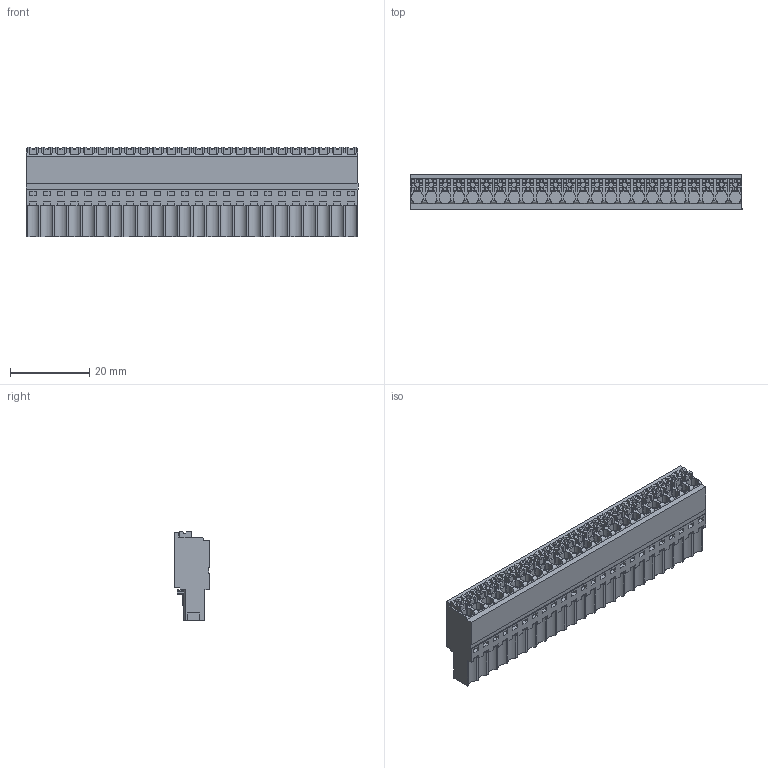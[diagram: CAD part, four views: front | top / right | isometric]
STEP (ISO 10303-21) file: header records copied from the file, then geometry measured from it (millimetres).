
FILE_DESCRIPTION(('CATIA V5R24 STEP','CAx-IF Rec.Pracs.--- Model Styling and Organization---1.2---2011-12-15'),'2;1');
FILE_NAME ('D1462527_0', '2018-01-11T13:24:58+00:00', ('Weidmueller Interface'), ('Weidmueller'), 'CATIA Version 5-6 Release 2014 SP4 HF52', 'CATIA V5 STEP AP214', 'none');
FILE_SCHEMA(('AUTOMOTIVE_DESIGN { 1 0 10303 214 1 1 1 1 }'));
Products named in the file (1): 2459270000
Bounding box: 84.04 x 9 x 22.7 mm (x, y, z)
Volume: 12289.9 mm3; surface area: 9709.7 mm2
Topology: 25 solids, 25 shells, 2228 faces, 6551 edges, 4421 vertices
Faces by surface type: plane 2035, cylinder 193
Entity records: 70292 total; most frequent: CARTESIAN_POINT 14561, ORIENTED_EDGE 13102, DIRECTION 8698, EDGE_CURVE 6551, VECTOR 5493, LINE 5493, VERTEX_POINT 4421, EDGE_LOOP 2324
